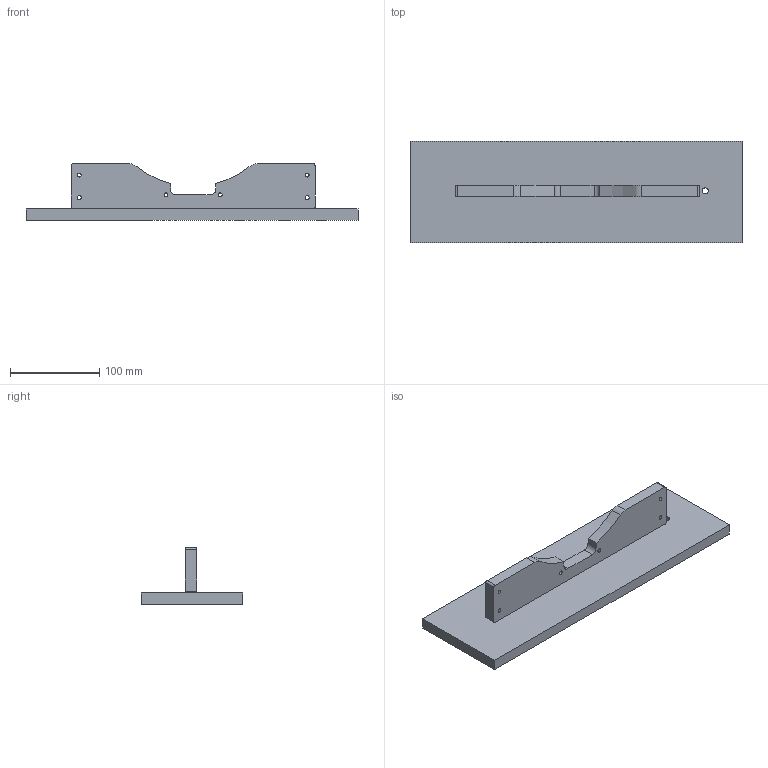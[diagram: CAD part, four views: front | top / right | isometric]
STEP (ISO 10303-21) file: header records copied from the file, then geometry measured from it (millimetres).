
FILE_DESCRIPTION(/* description */ (''),/* implementation_level */ '2;1');
FILE_NAME(/* name */ 'Master Assembly v1.step',/* time_stamp */ '2023-11-04T17:20:39+02:00',/* author */ (''),/* organization */ (''),/* preprocessor_version */ 'ST-DEVELOPER v20',/* originating_system */ 'Autodesk Translation Framework v12.14.0.127',/* authorisation */ '');
FILE_SCHEMA (('AUTOMOTIVE_DESIGN { 1 0 10303 214 3 1 1 }'));
Length unit declared in the file: millimetre
Products named in the file (3): Master Assembly; Bases; V2 Mount Vertical
Assembly tree (2 placements, depth 3):
  Master Assembly
    Bases
      V2 Mount Vertical
Bounding box: 372.62 x 114.3 x 63.5 mm (x, y, z)
Volume: 672905.3 mm3; surface area: 132543.5 mm2
Topology: 2 solids, 2 shells, 59 faces, 150 edges, 100 vertices
Faces by surface type: cylinder 32, plane 21, cone 6
Full cylindrical faces by diameter (mm): 4.234 x2, 4.496 x4, 5.118 x4, 5.499 x2, 6.756 x5, 11.113 x5
Entity records: 2043 total; most frequent: CARTESIAN_POINT 474, DIRECTION 322, ORIENTED_EDGE 292, EDGE_CURVE 146, AXIS2_PLACEMENT_3D 124, VERTEX_POINT 100, EDGE_LOOP 90, LINE 74
